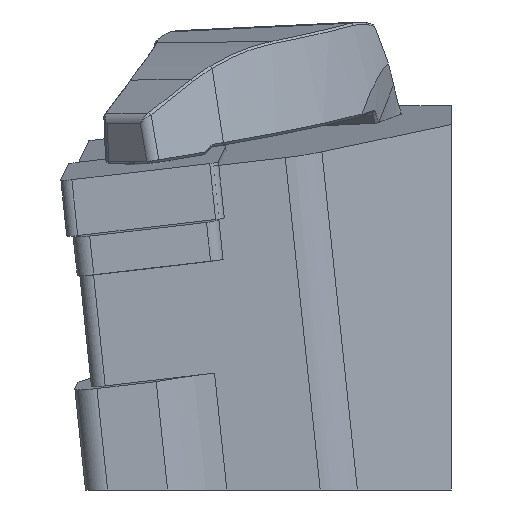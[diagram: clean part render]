
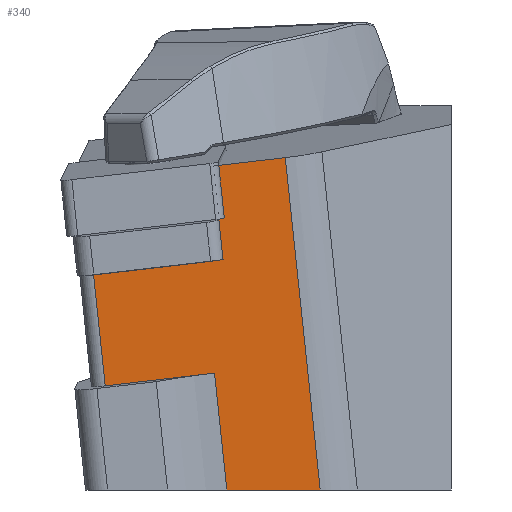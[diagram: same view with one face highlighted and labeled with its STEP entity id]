
A CAD part, left-side view. The second image highlights one B-rep face of the part: STEP entity #340.
In plain terms, the highlighted planar face has unit normal (-0.988, -0.121, -0.092).
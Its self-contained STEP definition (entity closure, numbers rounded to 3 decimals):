
#340=ADVANCED_FACE('',(#521),#461,.T.);
#461=PLANE('',#2217);
#521=FACE_OUTER_BOUND('',#642,.T.);
#642=EDGE_LOOP('',(#821,#822,#823,#824,#825,#826,#827,#828,#829));
#821=ORIENTED_EDGE('',*,*,#1626,.T.);
#822=ORIENTED_EDGE('',*,*,#1627,.T.);
#823=ORIENTED_EDGE('',*,*,#1628,.T.);
#824=ORIENTED_EDGE('',*,*,#1629,.T.);
#825=ORIENTED_EDGE('',*,*,#1630,.F.);
#826=ORIENTED_EDGE('',*,*,#1631,.F.);
#827=ORIENTED_EDGE('',*,*,#1618,.T.);
#828=ORIENTED_EDGE('',*,*,#1583,.F.);
#829=ORIENTED_EDGE('',*,*,#1587,.T.);
#1388=VERTEX_POINT('',#2877);
#1389=VERTEX_POINT('',#2879);
#1390=VERTEX_POINT('',#2884);
#1418=VERTEX_POINT('',#2970);
#1423=VERTEX_POINT('',#2984);
#1424=VERTEX_POINT('',#2986);
#1425=VERTEX_POINT('',#2988);
#1426=VERTEX_POINT('',#2990);
#1427=VERTEX_POINT('',#2992);
#1583=EDGE_CURVE('',#1388,#1389,#1893,.T.);
#1587=EDGE_CURVE('',#1388,#1390,#1896,.T.);
#1618=EDGE_CURVE('',#1418,#1389,#1919,.T.);
#1626=EDGE_CURVE('',#1390,#1423,#1926,.T.);
#1627=EDGE_CURVE('',#1423,#1424,#1927,.T.);
#1628=EDGE_CURVE('',#1424,#1425,#1928,.T.);
#1629=EDGE_CURVE('',#1425,#1426,#1929,.T.);
#1630=EDGE_CURVE('',#1427,#1426,#1930,.T.);
#1631=EDGE_CURVE('',#1418,#1427,#1931,.T.);
#1893=LINE('',#2878,#2052);
#1896=LINE('',#2885,#2055);
#1919=LINE('',#2969,#2078);
#1926=LINE('',#2983,#2085);
#1927=LINE('',#2985,#2086);
#1928=LINE('',#2987,#2087);
#1929=LINE('',#2989,#2088);
#1930=LINE('',#2991,#2089);
#1931=LINE('',#2993,#2090);
#2052=VECTOR('',#2380,1.);
#2055=VECTOR('',#2387,1.);
#2078=VECTOR('',#2430,1.);
#2085=VECTOR('',#2441,1.);
#2086=VECTOR('',#2442,1.);
#2087=VECTOR('',#2443,1.);
#2088=VECTOR('',#2444,1.);
#2089=VECTOR('',#2445,1.);
#2090=VECTOR('',#2446,1.);
#2217=AXIS2_PLACEMENT_3D('',#2994,#2447,#2448);
#2380=DIRECTION('',(-0.105,0.104,0.989));
#2387=DIRECTION('',(-0.11,0.987,-0.115));
#2430=DIRECTION('',(-0.11,0.987,-0.115));
#2441=DIRECTION('',(-0.11,0.987,-0.115));
#2442=DIRECTION('',(0.105,-0.104,-0.989));
#2443=DIRECTION('',(0.11,-0.987,0.115));
#2444=DIRECTION('',(0.105,-0.104,-0.989));
#2445=DIRECTION('',(-0.122,0.993,0.));
#2446=DIRECTION('',(0.105,-0.104,-0.989));
#2447=DIRECTION('',(-0.988,-0.121,-0.092));
#2448=DIRECTION('',(-0.122,0.993,0.));
#2877=CARTESIAN_POINT('',(2.758,18.411,-6.415));
#2878=CARTESIAN_POINT('',(3.705,17.469,-15.376));
#2879=CARTESIAN_POINT('',(1.96,19.205,1.142));
#2884=CARTESIAN_POINT('',(2.716,18.785,-6.458));
#2885=CARTESIAN_POINT('',(1.789,27.078,-7.428));
#2969=CARTESIAN_POINT('',(-4.753,79.237,-5.877));
#2970=CARTESIAN_POINT('',(2.61,13.39,1.822));
#2983=CARTESIAN_POINT('',(1.789,27.078,-7.428));
#2984=CARTESIAN_POINT('',(1.589,28.862,-7.637));
#2985=CARTESIAN_POINT('',(2.536,27.92,-16.598));
#2986=CARTESIAN_POINT('',(2.536,27.92,-16.598));
#2987=CARTESIAN_POINT('',(4.355,11.654,-14.696));
#2988=CARTESIAN_POINT('',(3.523,19.097,-15.566));
#2989=CARTESIAN_POINT('',(-1.703,24.295,33.888));
#2990=CARTESIAN_POINT('',(4.52,18.105,-25.));
#2991=CARTESIAN_POINT('',(4.592,17.522,-25.));
#2992=CARTESIAN_POINT('',(5.444,10.571,-25.));
#2993=CARTESIAN_POINT('',(4.355,11.654,-14.696));
#2994=CARTESIAN_POINT('',(4.355,11.654,-14.696));
